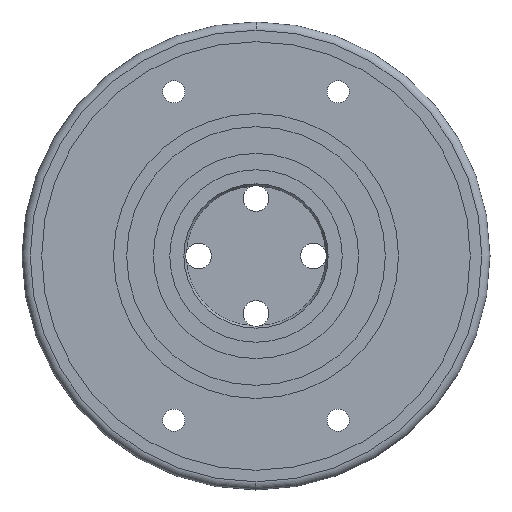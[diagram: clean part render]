
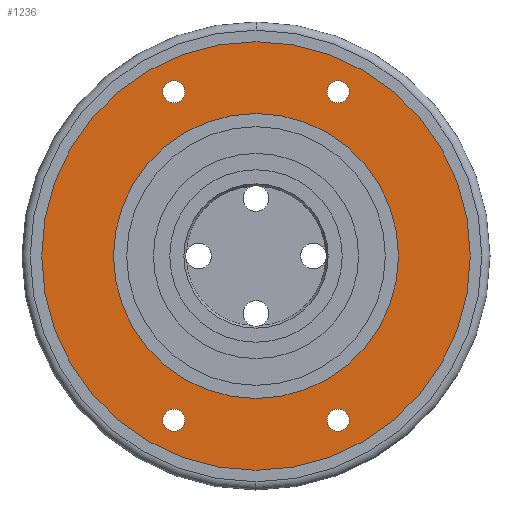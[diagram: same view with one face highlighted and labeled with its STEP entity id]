
A CAD part, left-side view. The second image highlights one B-rep face of the part: STEP entity #1236.
In plain terms, the highlighted planar face has unit normal (-1, 0, 0).
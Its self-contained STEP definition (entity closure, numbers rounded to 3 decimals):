
#4 = AXIS2_PLACEMENT_3D ( 'NONE', #1844, #280, #763 ) ;
#39 = VERTEX_POINT ( 'NONE', #896 ) ;
#49 = DIRECTION ( 'NONE',  ( 1., 0., 0. ) ) ;
#80 = DIRECTION ( 'NONE',  ( 1., 0., 0. ) ) ;
#114 = CIRCLE ( 'NONE', #1251, 1.35 ) ;
#130 = CARTESIAN_POINT ( 'NONE',  ( 0., 0., 26.1 ) ) ;
#147 = VERTEX_POINT ( 'NONE', #919 ) ;
#149 = DIRECTION ( 'NONE',  ( -1., 0., 0. ) ) ;
#184 = CARTESIAN_POINT ( 'NONE',  ( 0., 0., 0. ) ) ;
#188 = FACE_BOUND ( 'NONE', #2203, .T. ) ;
#223 = CARTESIAN_POINT ( 'NONE',  ( 0., 0., 0. ) ) ;
#231 = AXIS2_PLACEMENT_3D ( 'NONE', #184, #2140, #1919 ) ;
#280 = DIRECTION ( 'NONE',  ( 1., 0., 0. ) ) ;
#289 = CIRCLE ( 'NONE', #2003, 1.35 ) ;
#309 = AXIS2_PLACEMENT_3D ( 'NONE', #1197, #868, #1546 ) ;
#361 = DIRECTION ( 'NONE',  ( 0., 0., -1. ) ) ;
#388 = DIRECTION ( 'NONE',  ( 0., 0., 1. ) ) ;
#412 = EDGE_CURVE ( 'NONE', #1305, #39, #880, .T. ) ;
#424 = DIRECTION ( 'NONE',  ( 0., 0., -1. ) ) ;
#498 = DIRECTION ( 'NONE',  ( 0., 0., 1. ) ) ;
#503 = EDGE_LOOP ( 'NONE', ( #1245, #2192 ) ) ;
#518 = VERTEX_POINT ( 'NONE', #557 ) ;
#524 = EDGE_CURVE ( 'NONE', #147, #1027, #915, .T. ) ;
#543 = CIRCLE ( 'NONE', #309, 1.35 ) ;
#557 = CARTESIAN_POINT ( 'NONE',  ( 0., 0., 17.35 ) ) ;
#574 = VERTEX_POINT ( 'NONE', #927 ) ;
#608 = ORIENTED_EDGE ( 'NONE', *, *, #676, .T. ) ;
#647 = EDGE_LOOP ( 'NONE', ( #1485, #1601 ) ) ;
#650 = EDGE_LOOP ( 'NONE', ( #1043, #1744 ) ) ;
#676 = EDGE_CURVE ( 'NONE', #1042, #1748, #2183, .T. ) ;
#696 = ORIENTED_EDGE ( 'NONE', *, *, #524, .T. ) ;
#717 = CARTESIAN_POINT ( 'NONE',  ( 0., 0., 0. ) ) ;
#735 = FACE_BOUND ( 'NONE', #647, .T. ) ;
#763 = DIRECTION ( 'NONE',  ( 0., 0., -1. ) ) ;
#766 = EDGE_CURVE ( 'NONE', #39, #1305, #289, .T. ) ;
#770 = AXIS2_PLACEMENT_3D ( 'NONE', #2099, #1199, #1393 ) ;
#787 = AXIS2_PLACEMENT_3D ( 'NONE', #1459, #1798, #424 ) ;
#815 = CIRCLE ( 'NONE', #1716, 17.35 ) ;
#843 = DIRECTION ( 'NONE',  ( -1., 0., 0. ) ) ;
#849 = VERTEX_POINT ( 'NONE', #1854 ) ;
#868 = DIRECTION ( 'NONE',  ( 1., 0., 0. ) ) ;
#880 = CIRCLE ( 'NONE', #770, 1.35 ) ;
#896 = CARTESIAN_POINT ( 'NONE',  ( 0., -10., -18.65 ) ) ;
#915 = CIRCLE ( 'NONE', #988, 26.1 ) ;
#919 = CARTESIAN_POINT ( 'NONE',  ( 0., 0., -26.1 ) ) ;
#927 = CARTESIAN_POINT ( 'NONE',  ( 0., 0., -17.35 ) ) ;
#937 = DIRECTION ( 'NONE',  ( 0., 0., -1. ) ) ;
#940 = DIRECTION ( 'NONE',  ( -1., 0., 0. ) ) ;
#968 = CIRCLE ( 'NONE', #787, 1.35 ) ;
#975 = EDGE_CURVE ( 'NONE', #518, #574, #815, .T. ) ;
#988 = AXIS2_PLACEMENT_3D ( 'NONE', #717, #940, #388 ) ;
#989 = CARTESIAN_POINT ( 'NONE',  ( 0., -10., -21.35 ) ) ;
#992 = ORIENTED_EDGE ( 'NONE', *, *, #412, .T. ) ;
#1027 = VERTEX_POINT ( 'NONE', #130 ) ;
#1029 = DIRECTION ( 'NONE',  ( 1., 0., 0. ) ) ;
#1034 = AXIS2_PLACEMENT_3D ( 'NONE', #1357, #1029, #1880 ) ;
#1037 = DIRECTION ( 'NONE',  ( 0., 0., -1. ) ) ;
#1042 = VERTEX_POINT ( 'NONE', #1911 ) ;
#1043 = ORIENTED_EDGE ( 'NONE', *, *, #1333, .T. ) ;
#1044 = EDGE_CURVE ( 'NONE', #1723, #1329, #543, .T. ) ;
#1070 = CIRCLE ( 'NONE', #1904, 26.1 ) ;
#1136 = CARTESIAN_POINT ( 'NONE',  ( 0., -10., 20. ) ) ;
#1152 = CARTESIAN_POINT ( 'NONE',  ( 0., -10., 18.65 ) ) ;
#1174 = CARTESIAN_POINT ( 'NONE',  ( 0., 0., 0. ) ) ;
#1197 = CARTESIAN_POINT ( 'NONE',  ( 0., -10., 20. ) ) ;
#1199 = DIRECTION ( 'NONE',  ( 1., 0., 0. ) ) ;
#1225 = EDGE_LOOP ( 'NONE', ( #696, #2041 ) ) ;
#1236 = ADVANCED_FACE ( 'NONE', ( #1753, #1605, #188, #1406, #2096, #735 ), #1788, .F. ) ;
#1245 = ORIENTED_EDGE ( 'NONE', *, *, #1277, .T. ) ;
#1251 = AXIS2_PLACEMENT_3D ( 'NONE', #1136, #2184, #2195 ) ;
#1277 = EDGE_CURVE ( 'NONE', #1329, #1723, #114, .T. ) ;
#1282 = CARTESIAN_POINT ( 'NONE',  ( 0., 0., 0. ) ) ;
#1305 = VERTEX_POINT ( 'NONE', #989 ) ;
#1329 = VERTEX_POINT ( 'NONE', #1152 ) ;
#1333 = EDGE_CURVE ( 'NONE', #1496, #849, #1834, .T. ) ;
#1357 = CARTESIAN_POINT ( 'NONE',  ( 0., 10., -20. ) ) ;
#1377 = ORIENTED_EDGE ( 'NONE', *, *, #766, .T. ) ;
#1393 = DIRECTION ( 'NONE',  ( 0., 0., -1. ) ) ;
#1406 = FACE_BOUND ( 'NONE', #503, .T. ) ;
#1459 = CARTESIAN_POINT ( 'NONE',  ( 0., 10., 20. ) ) ;
#1485 = ORIENTED_EDGE ( 'NONE', *, *, #1551, .F. ) ;
#1486 = CARTESIAN_POINT ( 'NONE',  ( 0., 10., 20. ) ) ;
#1496 = VERTEX_POINT ( 'NONE', #1749 ) ;
#1505 = CIRCLE ( 'NONE', #1034, 1.35 ) ;
#1537 = CIRCLE ( 'NONE', #231, 17.35 ) ;
#1546 = DIRECTION ( 'NONE',  ( 0., 0., -1. ) ) ;
#1551 = EDGE_CURVE ( 'NONE', #574, #518, #1537, .T. ) ;
#1560 = CARTESIAN_POINT ( 'NONE',  ( 0., -10., 21.35 ) ) ;
#1601 = ORIENTED_EDGE ( 'NONE', *, *, #975, .F. ) ;
#1605 = FACE_BOUND ( 'NONE', #650, .T. ) ;
#1638 = CARTESIAN_POINT ( 'NONE',  ( 0., -10., -20. ) ) ;
#1681 = ORIENTED_EDGE ( 'NONE', *, *, #2171, .T. ) ;
#1704 = EDGE_CURVE ( 'NONE', #849, #1496, #1505, .T. ) ;
#1716 = AXIS2_PLACEMENT_3D ( 'NONE', #1282, #843, #1037 ) ;
#1723 = VERTEX_POINT ( 'NONE', #1560 ) ;
#1744 = ORIENTED_EDGE ( 'NONE', *, *, #1704, .T. ) ;
#1748 = VERTEX_POINT ( 'NONE', #1845 ) ;
#1749 = CARTESIAN_POINT ( 'NONE',  ( 0., 10., -21.35 ) ) ;
#1753 = FACE_OUTER_BOUND ( 'NONE', #1225, .T. ) ;
#1788 = PLANE ( 'NONE',  #1938 ) ;
#1798 = DIRECTION ( 'NONE',  ( 1., 0., 0. ) ) ;
#1821 = AXIS2_PLACEMENT_3D ( 'NONE', #1486, #80, #937 ) ;
#1834 = CIRCLE ( 'NONE', #4, 1.35 ) ;
#1844 = CARTESIAN_POINT ( 'NONE',  ( 0., 10., -20. ) ) ;
#1845 = CARTESIAN_POINT ( 'NONE',  ( 0., 10., 18.65 ) ) ;
#1854 = CARTESIAN_POINT ( 'NONE',  ( 0., 10., -18.65 ) ) ;
#1873 = EDGE_CURVE ( 'NONE', #1027, #147, #1070, .T. ) ;
#1880 = DIRECTION ( 'NONE',  ( 0., 0., -1. ) ) ;
#1904 = AXIS2_PLACEMENT_3D ( 'NONE', #1174, #149, #498 ) ;
#1911 = CARTESIAN_POINT ( 'NONE',  ( 0., 10., 21.35 ) ) ;
#1919 = DIRECTION ( 'NONE',  ( 0., 0., -1. ) ) ;
#1938 = AXIS2_PLACEMENT_3D ( 'NONE', #223, #49, #361 ) ;
#2003 = AXIS2_PLACEMENT_3D ( 'NONE', #1638, #2150, #2023 ) ;
#2023 = DIRECTION ( 'NONE',  ( 0., 0., -1. ) ) ;
#2041 = ORIENTED_EDGE ( 'NONE', *, *, #1873, .T. ) ;
#2096 = FACE_BOUND ( 'NONE', #2127, .T. ) ;
#2099 = CARTESIAN_POINT ( 'NONE',  ( 0., -10., -20. ) ) ;
#2127 = EDGE_LOOP ( 'NONE', ( #1681, #608 ) ) ;
#2140 = DIRECTION ( 'NONE',  ( -1., 0., 0. ) ) ;
#2150 = DIRECTION ( 'NONE',  ( 1., 0., 0. ) ) ;
#2171 = EDGE_CURVE ( 'NONE', #1748, #1042, #968, .T. ) ;
#2183 = CIRCLE ( 'NONE', #1821, 1.35 ) ;
#2184 = DIRECTION ( 'NONE',  ( 1., 0., 0. ) ) ;
#2192 = ORIENTED_EDGE ( 'NONE', *, *, #1044, .T. ) ;
#2195 = DIRECTION ( 'NONE',  ( 0., 0., -1. ) ) ;
#2203 = EDGE_LOOP ( 'NONE', ( #992, #1377 ) ) ;
